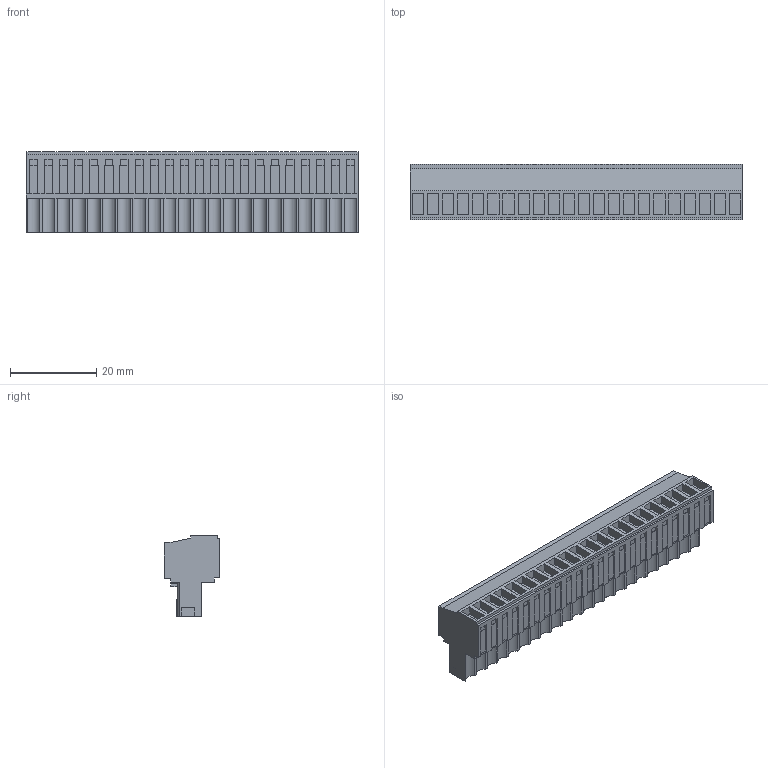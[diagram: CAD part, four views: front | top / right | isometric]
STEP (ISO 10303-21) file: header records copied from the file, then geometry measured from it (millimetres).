
FILE_DESCRIPTION(('CATIA V5 STEP Exchange','CAx-IF Rec.Pracs.--- Model Styling and Organization---1.2---2011-12-15'),'2;1');
FILE_NAME ('D1453639_0_1620340000_1620340000.stp','2017-04-25T09:42:20+00:00',('none'),('Weidmueller'),'CATIA Version 5-6 Release 2014','CATIA V5 STEP AP214','none');
FILE_SCHEMA(('AUTOMOTIVE_DESIGN { 1 0 10303 214 1 1 1 1 }'));
Length unit declared in the file: millimetre
Products named in the file (1): 1620340000
Bounding box: 77 x 12.9 x 18.7 mm (x, y, z)
Volume: 11376.5 mm3; surface area: 8589.4 mm2
Topology: 23 solids, 23 shells, 1295 faces, 3651 edges, 2490 vertices
Faces by surface type: plane 1163, cylinder 132
Entity records: 37741 total; most frequent: ORIENTED_EDGE 7302, CARTESIAN_POINT 6750, DIRECTION 4867, EDGE_CURVE 3651, VECTOR 3167, LINE 3167, VERTEX_POINT 2490, EDGE_LOOP 1383
